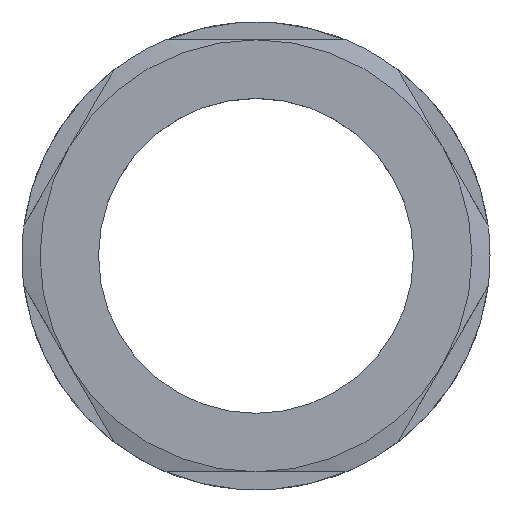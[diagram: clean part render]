
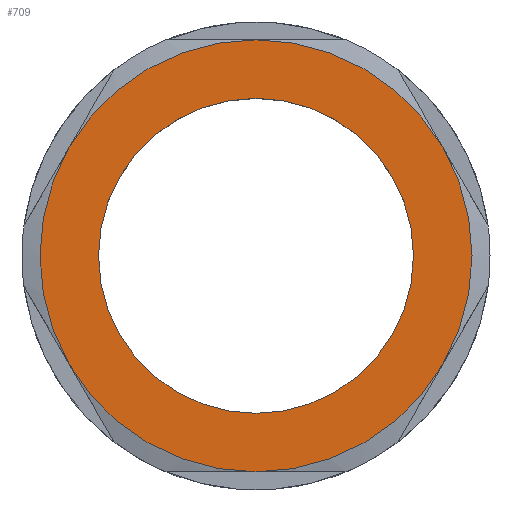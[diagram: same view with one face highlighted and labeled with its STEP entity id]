
A CAD part, top view. The second image highlights one B-rep face of the part: STEP entity #709.
In plain terms, the highlighted planar face has unit normal (0, 0, 1).
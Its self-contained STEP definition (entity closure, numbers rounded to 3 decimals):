
#11 = CARTESIAN_POINT ( 'NONE',  ( 8.75, 0., 2.5 ) ) ;
#15 = EDGE_CURVE ( 'NONE', #392, #1044, #143, .T. ) ;
#22 = EDGE_CURVE ( 'NONE', #425, #170, #356, .T. ) ;
#41 = CARTESIAN_POINT ( 'NONE',  ( 0., 0., 2.5 ) ) ;
#43 = DIRECTION ( 'NONE',  ( 0., 0., -1. ) ) ;
#52 = CIRCLE ( 'NONE', #655, 12. ) ;
#56 = AXIS2_PLACEMENT_3D ( 'NONE', #41, #43, #69 ) ;
#62 = CIRCLE ( 'NONE', #783, 12. ) ;
#69 = DIRECTION ( 'NONE',  ( 0., 1., 0. ) ) ;
#109 = DIRECTION ( 'NONE',  ( 0., 0., 1. ) ) ;
#127 = CIRCLE ( 'NONE', #573, 12. ) ;
#143 = CIRCLE ( 'NONE', #1057, 8.75 ) ;
#154 = ORIENTED_EDGE ( 'NONE', *, *, #417, .F. ) ;
#163 = CARTESIAN_POINT ( 'NONE',  ( 0., 0., 2.5 ) ) ;
#166 = AXIS2_PLACEMENT_3D ( 'NONE', #584, #796, #632 ) ;
#167 = DIRECTION ( 'NONE',  ( 0., 0., -1. ) ) ;
#170 = VERTEX_POINT ( 'NONE', #905 ) ;
#183 = DIRECTION ( 'NONE',  ( 0., 1., 0. ) ) ;
#184 = DIRECTION ( 'NONE',  ( 1., 0., 0. ) ) ;
#186 = AXIS2_PLACEMENT_3D ( 'NONE', #388, #361, #351 ) ;
#192 = CARTESIAN_POINT ( 'NONE',  ( 0., 0., 2.5 ) ) ;
#196 = VERTEX_POINT ( 'NONE', #782 ) ;
#200 = EDGE_CURVE ( 'NONE', #625, #425, #62, .T. ) ;
#254 = DIRECTION ( 'NONE',  ( 0., 0., -1. ) ) ;
#275 = ORIENTED_EDGE ( 'NONE', *, *, #639, .F. ) ;
#329 = CARTESIAN_POINT ( 'NONE',  ( 10.392, 6., 2.5 ) ) ;
#332 = AXIS2_PLACEMENT_3D ( 'NONE', #958, #903, #666 ) ;
#333 = CARTESIAN_POINT ( 'NONE',  ( 0., 0., 2.5 ) ) ;
#335 = CARTESIAN_POINT ( 'NONE',  ( 10.392, -6., 2.5 ) ) ;
#347 = CIRCLE ( 'NONE', #186, 12. ) ;
#351 = DIRECTION ( 'NONE',  ( 0., 1., 0. ) ) ;
#356 = CIRCLE ( 'NONE', #56, 12. ) ;
#361 = DIRECTION ( 'NONE',  ( 0., 0., -1. ) ) ;
#376 = CARTESIAN_POINT ( 'NONE',  ( 0., -12., 2.5 ) ) ;
#380 = ORIENTED_EDGE ( 'NONE', *, *, #814, .F. ) ;
#388 = CARTESIAN_POINT ( 'NONE',  ( 0., 0., 2.5 ) ) ;
#392 = VERTEX_POINT ( 'NONE', #878 ) ;
#403 = EDGE_LOOP ( 'NONE', ( #665, #380, #856, #759, #434, #154 ) ) ;
#417 = EDGE_CURVE ( 'NONE', #690, #625, #52, .T. ) ;
#425 = VERTEX_POINT ( 'NONE', #376 ) ;
#429 = CARTESIAN_POINT ( 'NONE',  ( 0., 12., 2.5 ) ) ;
#434 = ORIENTED_EDGE ( 'NONE', *, *, #200, .F. ) ;
#476 = FACE_OUTER_BOUND ( 'NONE', #403, .T. ) ;
#510 = PLANE ( 'NONE',  #166 ) ;
#527 = EDGE_CURVE ( 'NONE', #971, #690, #347, .T. ) ;
#573 = AXIS2_PLACEMENT_3D ( 'NONE', #926, #899, #955 ) ;
#584 = CARTESIAN_POINT ( 'NONE',  ( 0., 0., 2.5 ) ) ;
#622 = EDGE_CURVE ( 'NONE', #170, #196, #127, .T. ) ;
#625 = VERTEX_POINT ( 'NONE', #335 ) ;
#632 = DIRECTION ( 'NONE',  ( 1., 0., 0. ) ) ;
#639 = EDGE_CURVE ( 'NONE', #1044, #392, #822, .T. ) ;
#655 = AXIS2_PLACEMENT_3D ( 'NONE', #163, #167, #183 ) ;
#665 = ORIENTED_EDGE ( 'NONE', *, *, #527, .F. ) ;
#666 = DIRECTION ( 'NONE',  ( 0., 1., 0. ) ) ;
#683 = FACE_BOUND ( 'NONE', #1052, .T. ) ;
#690 = VERTEX_POINT ( 'NONE', #329 ) ;
#709 = ADVANCED_FACE ( 'NONE', ( #683, #476 ), #510, .T. ) ;
#743 = AXIS2_PLACEMENT_3D ( 'NONE', #871, #830, #875 ) ;
#759 = ORIENTED_EDGE ( 'NONE', *, *, #22, .F. ) ;
#782 = CARTESIAN_POINT ( 'NONE',  ( -10.392, 6., 2.5 ) ) ;
#783 = AXIS2_PLACEMENT_3D ( 'NONE', #333, #254, #1020 ) ;
#796 = DIRECTION ( 'NONE',  ( 0., 0., 1. ) ) ;
#814 = EDGE_CURVE ( 'NONE', #196, #971, #841, .T. ) ;
#822 = CIRCLE ( 'NONE', #743, 8.75 ) ;
#830 = DIRECTION ( 'NONE',  ( 0., 0., 1. ) ) ;
#841 = CIRCLE ( 'NONE', #332, 12. ) ;
#856 = ORIENTED_EDGE ( 'NONE', *, *, #622, .F. ) ;
#871 = CARTESIAN_POINT ( 'NONE',  ( 0., 0., 2.5 ) ) ;
#875 = DIRECTION ( 'NONE',  ( 1., 0., 0. ) ) ;
#878 = CARTESIAN_POINT ( 'NONE',  ( -8.75, 0., 2.5 ) ) ;
#899 = DIRECTION ( 'NONE',  ( 0., 0., -1. ) ) ;
#903 = DIRECTION ( 'NONE',  ( 0., 0., -1. ) ) ;
#905 = CARTESIAN_POINT ( 'NONE',  ( -10.392, -6., 2.5 ) ) ;
#926 = CARTESIAN_POINT ( 'NONE',  ( 0., 0., 2.5 ) ) ;
#945 = ORIENTED_EDGE ( 'NONE', *, *, #15, .F. ) ;
#955 = DIRECTION ( 'NONE',  ( 0., 1., 0. ) ) ;
#958 = CARTESIAN_POINT ( 'NONE',  ( 0., 0., 2.5 ) ) ;
#971 = VERTEX_POINT ( 'NONE', #429 ) ;
#1020 = DIRECTION ( 'NONE',  ( 0., 1., 0. ) ) ;
#1044 = VERTEX_POINT ( 'NONE', #11 ) ;
#1052 = EDGE_LOOP ( 'NONE', ( #275, #945 ) ) ;
#1057 = AXIS2_PLACEMENT_3D ( 'NONE', #192, #109, #184 ) ;
